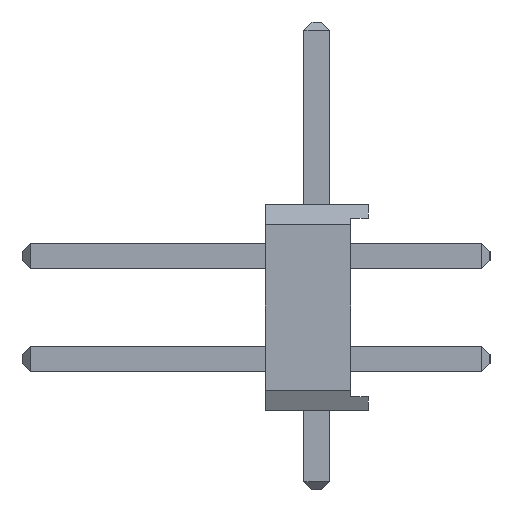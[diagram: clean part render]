
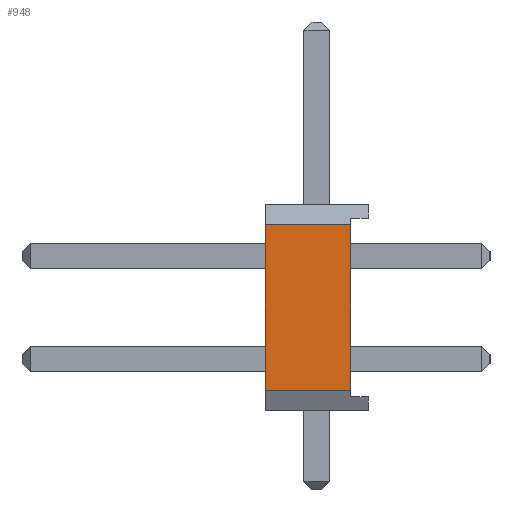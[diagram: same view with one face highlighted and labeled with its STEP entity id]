
A CAD part, left-side view. The second image highlights one B-rep face of the part: STEP entity #948.
In plain terms, the highlighted planar face has unit normal (-1, 0, 0).
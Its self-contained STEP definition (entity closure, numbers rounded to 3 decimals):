
#948 = ADVANCED_FACE( '', ( #2137 ), #2138, .T. );
#2137 = FACE_OUTER_BOUND( '', #3567, .T. );
#2138 = PLANE( '', #3568 );
#3567 = EDGE_LOOP( '', ( #6643, #6644, #6645, #6646 ) );
#3568 = AXIS2_PLACEMENT_3D( '', #6647, #6648, #6649 );
#6643 = ORIENTED_EDGE( '', *, *, #8836, .F. );
#6644 = ORIENTED_EDGE( '', *, *, #9392, .T. );
#6645 = ORIENTED_EDGE( '', *, *, #9100, .T. );
#6646 = ORIENTED_EDGE( '', *, *, #9582, .T. );
#6647 = CARTESIAN_POINT( '', ( -27.94, 0., 0. ) );
#6648 = DIRECTION( '', ( -1., 0., 0. ) );
#6649 = DIRECTION( '', ( 0., 0., 1. ) );
#8836 = EDGE_CURVE( '', #10833, #10835, #10836, .T. );
#9100 = EDGE_CURVE( '', #11246, #11252, #11254, .T. );
#9392 = EDGE_CURVE( '', #10833, #11246, #11689, .T. );
#9582 = EDGE_CURVE( '', #11252, #10835, #11961, .T. );
#10833 = VERTEX_POINT( '', #13679 );
#10835 = VERTEX_POINT( '', #13682 );
#10836 = LINE( '', #13683, #13684 );
#11246 = VERTEX_POINT( '', #14294 );
#11252 = VERTEX_POINT( '', #14303 );
#11254 = LINE( '', #14306, #14307 );
#11689 = LINE( '', #14968, #14969 );
#11961 = LINE( '', #15402, #15403 );
#13679 = CARTESIAN_POINT( '', ( -27.94, -0.832, -3.31 ) );
#13682 = CARTESIAN_POINT( '', ( -27.94, 1.27, -3.31 ) );
#13683 = CARTESIAN_POINT( '', ( -27.94, 0., -3.31 ) );
#13684 = VECTOR( '', #16491, 1000. );
#14294 = CARTESIAN_POINT( '', ( -27.94, -0.832, 0.77 ) );
#14303 = CARTESIAN_POINT( '', ( -27.94, 1.27, 0.77 ) );
#14306 = CARTESIAN_POINT( '', ( -27.94, 0., 0.77 ) );
#14307 = VECTOR( '', #16696, 1000. );
#14968 = CARTESIAN_POINT( '', ( -27.94, -0.832, 0. ) );
#14969 = VECTOR( '', #16923, 1000. );
#15402 = CARTESIAN_POINT( '', ( -27.94, 1.27, 1.27 ) );
#15403 = VECTOR( '', #17085, 1000. );
#16491 = DIRECTION( '', ( 0., 1., 0. ) );
#16696 = DIRECTION( '', ( 0., 1., 0. ) );
#16923 = DIRECTION( '', ( 0., 0., 1. ) );
#17085 = DIRECTION( '', ( 0., 0., -1. ) );
